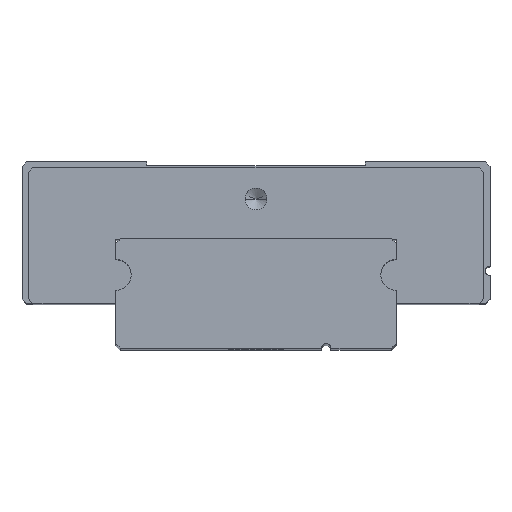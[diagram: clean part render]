
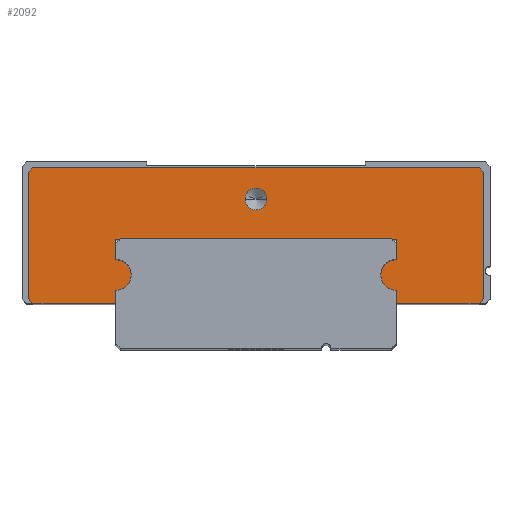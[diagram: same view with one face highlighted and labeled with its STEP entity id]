
A CAD part, top view. The second image highlights one B-rep face of the part: STEP entity #2092.
In plain terms, the highlighted planar face has unit normal (0, 0, 1).
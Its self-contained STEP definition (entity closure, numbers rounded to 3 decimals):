
#1143=CARTESIAN_POINT('',(-9.,4.7,19.65));
#1144=DIRECTION('',(0.,0.,-1.));
#1145=DIRECTION('',(0.,1.,0.));
#1146=AXIS2_PLACEMENT_3D('',#1143,#1144,#1145);
#1148=DIRECTION('',(1.,0.,0.));
#1149=VECTOR('',#1148,5.3);
#1150=CARTESIAN_POINT('',(-14.3,2.9,19.65));
#1151=LINE('',#1150,#1149);
#1152=DIRECTION('',(0.707,-0.707,0.));
#1153=VECTOR('',#1152,0.424);
#1154=CARTESIAN_POINT('',(-14.6,3.2,19.65));
#1155=LINE('',#1154,#1153);
#1156=DIRECTION('',(0.,-1.,0.));
#1157=VECTOR('',#1156,8.1);
#1158=CARTESIAN_POINT('',(-14.6,11.3,19.65));
#1159=LINE('',#1158,#1157);
#1160=DIRECTION('',(-0.707,-0.707,0.));
#1161=VECTOR('',#1160,0.424);
#1162=CARTESIAN_POINT('',(-14.3,11.6,19.65));
#1163=LINE('',#1162,#1161);
#1164=DIRECTION('',(-1.,0.,0.));
#1165=VECTOR('',#1164,28.6);
#1166=CARTESIAN_POINT('',(14.3,11.6,19.65));
#1167=LINE('',#1166,#1165);
#1168=DIRECTION('',(-0.707,0.707,0.));
#1169=VECTOR('',#1168,0.424);
#1170=CARTESIAN_POINT('',(14.6,11.3,19.65));
#1171=LINE('',#1170,#1169);
#1172=DIRECTION('',(0.707,0.707,0.));
#1173=VECTOR('',#1172,0.424);
#1174=CARTESIAN_POINT('',(14.3,2.9,19.65));
#1175=LINE('',#1174,#1173);
#1176=DIRECTION('',(1.,0.,0.));
#1177=VECTOR('',#1176,5.3);
#1178=CARTESIAN_POINT('',(9.,2.9,19.65));
#1179=LINE('',#1178,#1177);
#1180=CARTESIAN_POINT('',(9.,4.7,19.65));
#1181=DIRECTION('',(0.,0.,-1.));
#1182=DIRECTION('',(0.,-1.,0.));
#1183=AXIS2_PLACEMENT_3D('',#1180,#1181,#1182);
#1185=CARTESIAN_POINT('',(0.,9.6,19.65));
#1186=DIRECTION('',(0.,0.,-1.));
#1187=DIRECTION('',(-1.,0.,0.));
#1188=AXIS2_PLACEMENT_3D('',#1185,#1186,#1187);
#1190=CARTESIAN_POINT('',(0.,9.6,19.65));
#1191=DIRECTION('',(0.,0.,-1.));
#1192=DIRECTION('',(1.,0.,0.));
#1193=AXIS2_PLACEMENT_3D('',#1190,#1191,#1192);
#1271=DIRECTION('',(0.,-1.,0.));
#1272=VECTOR('',#1271,1.3);
#1273=CARTESIAN_POINT('',(-9.,7.,19.65));
#1274=LINE('',#1273,#1272);
#1279=DIRECTION('',(-1.,0.,0.));
#1280=VECTOR('',#1279,18.);
#1281=CARTESIAN_POINT('',(9.,7.,19.65));
#1282=LINE('',#1281,#1280);
#1287=DIRECTION('',(0.,1.,0.));
#1288=VECTOR('',#1287,1.3);
#1289=CARTESIAN_POINT('',(9.,5.7,19.65));
#1290=LINE('',#1289,#1288);
#1299=DIRECTION('',(0.,1.,0.));
#1300=VECTOR('',#1299,0.8);
#1301=CARTESIAN_POINT('',(9.,2.9,19.65));
#1302=LINE('',#1301,#1300);
#1397=DIRECTION('',(0.,-1.,0.));
#1398=VECTOR('',#1397,8.1);
#1399=CARTESIAN_POINT('',(14.6,11.3,19.65));
#1400=LINE('',#1399,#1398);
#1445=DIRECTION('',(0.,-1.,0.));
#1446=VECTOR('',#1445,0.8);
#1447=CARTESIAN_POINT('',(-9.,3.7,19.65));
#1448=LINE('',#1447,#1446);
#1831=CARTESIAN_POINT('',(14.6,11.3,19.65));
#1832=CARTESIAN_POINT('',(14.6,3.2,19.65));
#1833=VERTEX_POINT('',#1831);
#1834=VERTEX_POINT('',#1832);
#1835=CARTESIAN_POINT('',(14.3,11.6,19.65));
#1836=VERTEX_POINT('',#1835);
#1837=CARTESIAN_POINT('',(-14.3,11.6,19.65));
#1838=VERTEX_POINT('',#1837);
#1839=CARTESIAN_POINT('',(-14.6,11.3,19.65));
#1840=VERTEX_POINT('',#1839);
#1841=CARTESIAN_POINT('',(-14.6,3.2,19.65));
#1842=VERTEX_POINT('',#1841);
#1843=CARTESIAN_POINT('',(-14.3,2.9,19.65));
#1844=VERTEX_POINT('',#1843);
#1845=CARTESIAN_POINT('',(-9.,2.9,19.65));
#1846=VERTEX_POINT('',#1845);
#1847=CARTESIAN_POINT('',(-9.,3.7,19.65));
#1848=VERTEX_POINT('',#1847);
#1849=CARTESIAN_POINT('',(-9.,7.,19.65));
#1850=CARTESIAN_POINT('',(-9.,5.7,19.65));
#1851=VERTEX_POINT('',#1849);
#1852=VERTEX_POINT('',#1850);
#1853=CARTESIAN_POINT('',(9.,7.,19.65));
#1854=VERTEX_POINT('',#1853);
#1855=CARTESIAN_POINT('',(9.,5.7,19.65));
#1856=VERTEX_POINT('',#1855);
#1857=CARTESIAN_POINT('',(9.,2.9,19.65));
#1858=CARTESIAN_POINT('',(9.,3.7,19.65));
#1859=VERTEX_POINT('',#1857);
#1860=VERTEX_POINT('',#1858);
#1861=CARTESIAN_POINT('',(14.3,2.9,19.65));
#1862=VERTEX_POINT('',#1861);
#2033=CARTESIAN_POINT('',(-0.7,9.6,19.65));
#2034=VERTEX_POINT('',#2033);
#2035=CARTESIAN_POINT('',(0.7,9.6,19.65));
#2036=VERTEX_POINT('',#2035);
#2047=CARTESIAN_POINT('',(15.,5.,19.65));
#2048=DIRECTION('',(0.,0.,1.));
#2049=DIRECTION('',(1.,0.,0.));
#2050=AXIS2_PLACEMENT_3D('',#2047,#2048,#2049);
#2051=PLANE('',#2050);
#2053=ORIENTED_EDGE('',*,*,#2052,.T.);
#2055=ORIENTED_EDGE('',*,*,#2054,.T.);
#2057=ORIENTED_EDGE('',*,*,#2056,.F.);
#2059=ORIENTED_EDGE('',*,*,#2058,.F.);
#2061=ORIENTED_EDGE('',*,*,#2060,.F.);
#2063=ORIENTED_EDGE('',*,*,#2062,.F.);
#2065=ORIENTED_EDGE('',*,*,#2064,.F.);
#2067=ORIENTED_EDGE('',*,*,#2066,.F.);
#2069=ORIENTED_EDGE('',*,*,#2068,.T.);
#2071=ORIENTED_EDGE('',*,*,#2070,.F.);
#2073=ORIENTED_EDGE('',*,*,#2072,.F.);
#2075=ORIENTED_EDGE('',*,*,#2074,.T.);
#2077=ORIENTED_EDGE('',*,*,#2076,.T.);
#2079=ORIENTED_EDGE('',*,*,#2078,.T.);
#2081=ORIENTED_EDGE('',*,*,#2080,.T.);
#2083=ORIENTED_EDGE('',*,*,#2082,.T.);
#2084=EDGE_LOOP('',(#2053,#2055,#2057,#2059,#2061,#2063,#2065,#2067,#2069,#2071,
#2073,#2075,#2077,#2079,#2081,#2083));
#2085=FACE_OUTER_BOUND('',#2084,.F.);
#2087=ORIENTED_EDGE('',*,*,#2086,.F.);
#2089=ORIENTED_EDGE('',*,*,#2088,.F.);
#2090=EDGE_LOOP('',(#2087,#2089));
#2091=FACE_BOUND('',#2090,.F.);
#2092=ADVANCED_FACE('',(#2085,#2091),#2051,.T.);
#1147=CIRCLE('',#1146,1.);
#1184=CIRCLE('',#1183,1.);
#1189=CIRCLE('',#1188,0.7);
#1194=CIRCLE('',#1193,0.7);
#2052=EDGE_CURVE('',#1852,#1848,#1147,.T.);
#2054=EDGE_CURVE('',#1848,#1846,#1448,.T.);
#2056=EDGE_CURVE('',#1844,#1846,#1151,.T.);
#2058=EDGE_CURVE('',#1842,#1844,#1155,.T.);
#2060=EDGE_CURVE('',#1840,#1842,#1159,.T.);
#2062=EDGE_CURVE('',#1838,#1840,#1163,.T.);
#2064=EDGE_CURVE('',#1836,#1838,#1167,.T.);
#2066=EDGE_CURVE('',#1833,#1836,#1171,.T.);
#2068=EDGE_CURVE('',#1833,#1834,#1400,.T.);
#2070=EDGE_CURVE('',#1862,#1834,#1175,.T.);
#2072=EDGE_CURVE('',#1859,#1862,#1179,.T.);
#2074=EDGE_CURVE('',#1859,#1860,#1302,.T.);
#2076=EDGE_CURVE('',#1860,#1856,#1184,.T.);
#2078=EDGE_CURVE('',#1856,#1854,#1290,.T.);
#2080=EDGE_CURVE('',#1854,#1851,#1282,.T.);
#2082=EDGE_CURVE('',#1851,#1852,#1274,.T.);
#2086=EDGE_CURVE('',#2034,#2036,#1189,.T.);
#2088=EDGE_CURVE('',#2036,#2034,#1194,.T.);
